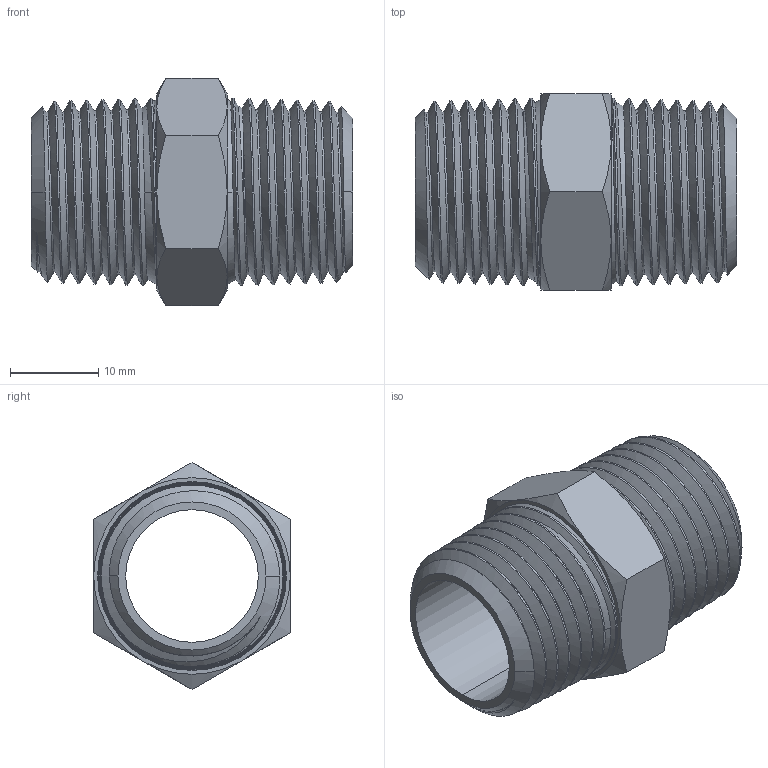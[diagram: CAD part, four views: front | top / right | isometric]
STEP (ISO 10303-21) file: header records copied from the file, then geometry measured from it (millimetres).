
FILE_DESCRIPTION(/* description */ (''),/* implementation_level */ '2;1');
FILE_NAME(/* name */ '122-N4.stp',/* time_stamp */ '2024-01-23T10:13:52-05:00',/* author */ ('esanner'),/* organization */ (''),/* preprocessor_version */ 'ST-DEVELOPER v19',/* originating_system */ 'AutoCAD Mechanical',/* authorisation */ '');
FILE_SCHEMA (('AUTOMOTIVE_DESIGN { 1 0 10303 214 3 1 1 }'));
Length unit declared in the file: millimetre
Products named in the file (2): Product; 122-N4
Assembly tree (1 placements, depth 2):
  Product
    122-N4
Bounding box: 36.32 x 22.23 x 25.66 mm (x, y, z)
Volume: 5483.7 mm3; surface area: 5570.5 mm2
Topology: 1 solids, 1 shells, 74 faces, 283 edges, 213 vertices
Faces by surface type: cone 53, plane 10, bspline 7, cylinder 4
Full cylindrical faces by diameter (mm): 21.336 x2
Entity records: 14387 total; most frequent: CARTESIAN_POINT 12313, ORIENTED_EDGE 566, EDGE_CURVE 283, DIRECTION 257, VERTEX_POINT 213, B_SPLINE_CURVE_WITH_KNOTS 176, AXIS2_PLACEMENT_3D 104, EDGE_LOOP 78
